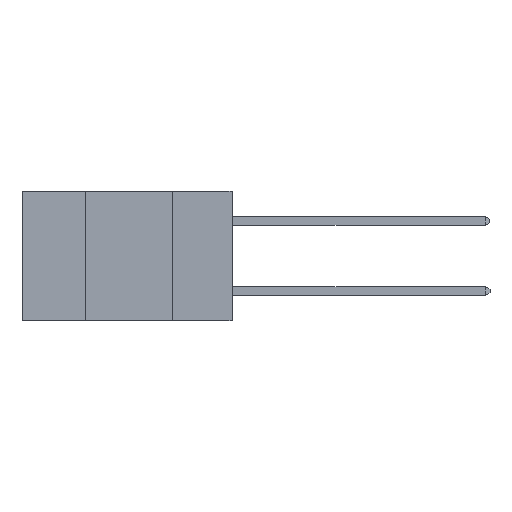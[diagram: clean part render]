
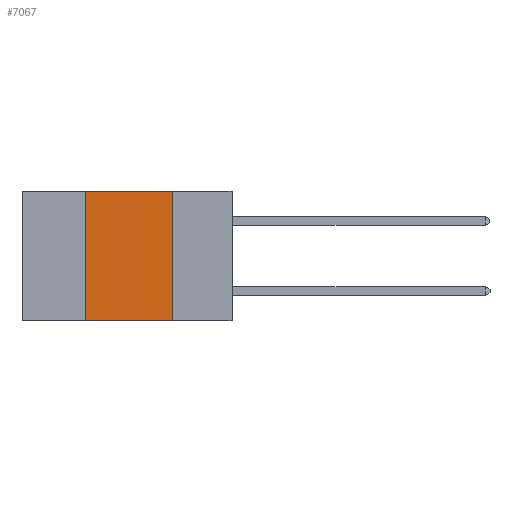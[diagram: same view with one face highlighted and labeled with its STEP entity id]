
A CAD part, left-side view. The second image highlights one B-rep face of the part: STEP entity #7067.
In plain terms, the highlighted planar face has unit normal (-1, 0, 0).
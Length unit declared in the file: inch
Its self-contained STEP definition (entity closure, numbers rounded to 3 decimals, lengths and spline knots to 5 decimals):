
#95 = ORIENTED_EDGE ( 'NONE', *, *, #8226, .F. ) ;
#1243 = EDGE_LOOP ( 'NONE', ( #95, #3986, #5922, #9404 ) ) ;
#1473 = AXIS2_PLACEMENT_3D ( 'NONE', #20258, #2856, #14121 ) ;
#2856 = DIRECTION ( 'NONE',  ( 1., 0., 0. ) ) ;
#3220 = VERTEX_POINT ( 'NONE', #6995 ) ;
#3359 = DIRECTION ( 'NONE',  ( 0., 0., 1. ) ) ;
#3986 = ORIENTED_EDGE ( 'NONE', *, *, #18498, .F. ) ;
#4050 = VECTOR ( 'NONE', #3359, 39.37008 ) ;
#5922 = ORIENTED_EDGE ( 'NONE', *, *, #12798, .F. ) ;
#6901 = LINE ( 'NONE', #10548, #11180 ) ;
#6995 = CARTESIAN_POINT ( 'NONE',  ( 0., 0.17, -0.37 ) ) ;
#7067 = ADVANCED_FACE ( 'NONE', ( #15738 ), #12473, .F. ) ;
#7295 = CARTESIAN_POINT ( 'NONE',  ( 0., 0.6, -0.37 ) ) ;
#7454 = CARTESIAN_POINT ( 'NONE',  ( 0., 0.42, 0. ) ) ;
#8226 = EDGE_CURVE ( 'NONE', #17153, #3220, #6901, .T. ) ;
#9210 = CARTESIAN_POINT ( 'NONE',  ( 0., 0.17, 0. ) ) ;
#9404 = ORIENTED_EDGE ( 'NONE', *, *, #19208, .T. ) ;
#9433 = LINE ( 'NONE', #16417, #17394 ) ;
#10296 = VERTEX_POINT ( 'NONE', #12809 ) ;
#10548 = CARTESIAN_POINT ( 'NONE',  ( 0., 0.17, 0. ) ) ;
#11180 = VECTOR ( 'NONE', #12162, 39.37008 ) ;
#11582 = LINE ( 'NONE', #14624, #4050 ) ;
#11924 = LINE ( 'NONE', #7295, #20235 ) ;
#12138 = DIRECTION ( 'NONE',  ( 0., -1., 0. ) ) ;
#12162 = DIRECTION ( 'NONE',  ( 0., 0., -1. ) ) ;
#12473 = PLANE ( 'NONE',  #1473 ) ;
#12798 = EDGE_CURVE ( 'NONE', #10296, #18774, #11582, .T. ) ;
#12809 = CARTESIAN_POINT ( 'NONE',  ( 0., 0.42, -0.37 ) ) ;
#13283 = DIRECTION ( 'NONE',  ( 0., -1., 0. ) ) ;
#14121 = DIRECTION ( 'NONE',  ( 0., 0., -1. ) ) ;
#14624 = CARTESIAN_POINT ( 'NONE',  ( 0., 0.42, 0. ) ) ;
#15738 = FACE_OUTER_BOUND ( 'NONE', #1243, .T. ) ;
#16417 = CARTESIAN_POINT ( 'NONE',  ( 0., 0.6, 0. ) ) ;
#17153 = VERTEX_POINT ( 'NONE', #9210 ) ;
#17394 = VECTOR ( 'NONE', #13283, 39.37008 ) ;
#18498 = EDGE_CURVE ( 'NONE', #18774, #17153, #9433, .T. ) ;
#18774 = VERTEX_POINT ( 'NONE', #7454 ) ;
#19208 = EDGE_CURVE ( 'NONE', #10296, #3220, #11924, .T. ) ;
#20235 = VECTOR ( 'NONE', #12138, 39.37008 ) ;
#20258 = CARTESIAN_POINT ( 'NONE',  ( 0., 0.6, 0. ) ) ;
